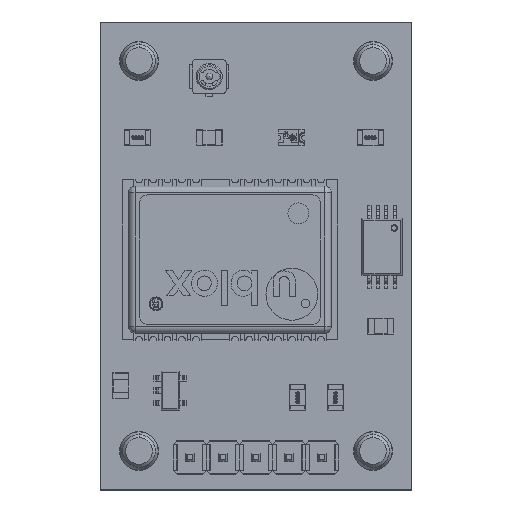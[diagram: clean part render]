
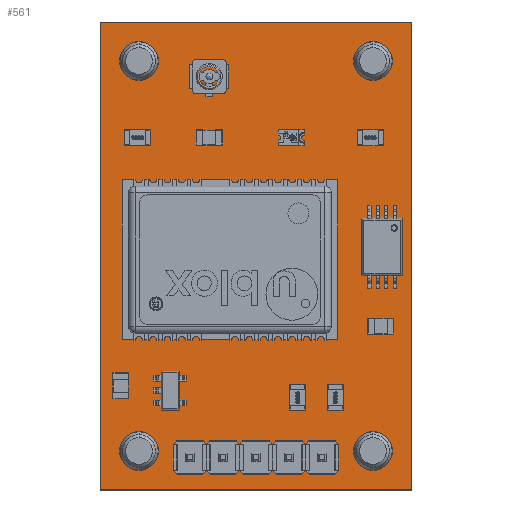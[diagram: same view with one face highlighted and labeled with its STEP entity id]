
A CAD part, top view. The second image highlights one B-rep face of the part: STEP entity #561.
In plain terms, the highlighted planar face has unit normal (0, 0, 1).
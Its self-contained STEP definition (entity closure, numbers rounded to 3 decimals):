
#108 = VERTEX_POINT('',#109);
#109 = CARTESIAN_POINT('',(0.,0.,0.411));
#115 = EDGE_CURVE('',#108,#116,#118,.T.);
#116 = VERTEX_POINT('',#117);
#117 = CARTESIAN_POINT('',(0.,36.,0.411));
#118 = LINE('',#119,#120);
#119 = CARTESIAN_POINT('',(0.,0.,0.411));
#120 = VECTOR('',#121,1.);
#121 = DIRECTION('',(0.,1.,0.));
#146 = EDGE_CURVE('',#116,#147,#149,.T.);
#147 = VERTEX_POINT('',#148);
#148 = CARTESIAN_POINT('',(24.,36.,0.411));
#149 = LINE('',#150,#151);
#150 = CARTESIAN_POINT('',(0.,36.,0.411));
#151 = VECTOR('',#152,1.);
#152 = DIRECTION('',(1.,0.,0.));
#177 = EDGE_CURVE('',#147,#178,#180,.T.);
#178 = VERTEX_POINT('',#179);
#179 = CARTESIAN_POINT('',(24.,0.,0.411));
#180 = LINE('',#181,#182);
#181 = CARTESIAN_POINT('',(24.,36.,0.411));
#182 = VECTOR('',#183,1.);
#183 = DIRECTION('',(0.,-1.,0.));
#208 = EDGE_CURVE('',#178,#108,#209,.T.);
#209 = LINE('',#210,#211);
#210 = CARTESIAN_POINT('',(24.,0.,0.411));
#211 = VECTOR('',#212,1.);
#212 = DIRECTION('',(-1.,0.,0.));
#232 = VERTEX_POINT('',#233);
#233 = CARTESIAN_POINT('',(4.5,3.,0.411));
#239 = EDGE_CURVE('',#232,#232,#240,.T.);
#240 = CIRCLE('',#241,1.5);
#241 = AXIS2_PLACEMENT_3D('',#242,#243,#244);
#242 = CARTESIAN_POINT('',(3.,3.,0.411));
#243 = DIRECTION('',(0.,0.,1.));
#244 = DIRECTION('',(1.,0.,-0.));
#265 = VERTEX_POINT('',#266);
#266 = CARTESIAN_POINT('',(7.42,2.5,0.411));
#272 = EDGE_CURVE('',#265,#265,#273,.T.);
#273 = CIRCLE('',#274,0.5);
#274 = AXIS2_PLACEMENT_3D('',#275,#276,#277);
#275 = CARTESIAN_POINT('',(6.92,2.5,0.411));
#276 = DIRECTION('',(0.,0.,1.));
#277 = DIRECTION('',(1.,0.,-0.));
#298 = VERTEX_POINT('',#299);
#299 = CARTESIAN_POINT('',(4.5,33.,0.411));
#305 = EDGE_CURVE('',#298,#298,#306,.T.);
#306 = CIRCLE('',#307,1.5);
#307 = AXIS2_PLACEMENT_3D('',#308,#309,#310);
#308 = CARTESIAN_POINT('',(3.,33.,0.411));
#309 = DIRECTION('',(0.,0.,1.));
#310 = DIRECTION('',(1.,0.,-0.));
#331 = VERTEX_POINT('',#332);
#332 = CARTESIAN_POINT('',(9.96,2.5,0.411));
#338 = EDGE_CURVE('',#331,#331,#339,.T.);
#339 = CIRCLE('',#340,0.5);
#340 = AXIS2_PLACEMENT_3D('',#341,#342,#343);
#341 = CARTESIAN_POINT('',(9.46,2.5,0.411));
#342 = DIRECTION('',(0.,0.,1.));
#343 = DIRECTION('',(1.,0.,-0.));
#364 = VERTEX_POINT('',#365);
#365 = CARTESIAN_POINT('',(15.04,2.5,0.411));
#371 = EDGE_CURVE('',#364,#364,#372,.T.);
#372 = CIRCLE('',#373,0.5);
#373 = AXIS2_PLACEMENT_3D('',#374,#375,#376);
#374 = CARTESIAN_POINT('',(14.54,2.5,0.411));
#375 = DIRECTION('',(0.,0.,1.));
#376 = DIRECTION('',(1.,0.,-0.));
#397 = VERTEX_POINT('',#398);
#398 = CARTESIAN_POINT('',(22.5,3.,0.411));
#404 = EDGE_CURVE('',#397,#397,#405,.T.);
#405 = CIRCLE('',#406,1.5);
#406 = AXIS2_PLACEMENT_3D('',#407,#408,#409);
#407 = CARTESIAN_POINT('',(21.,3.,0.411));
#408 = DIRECTION('',(0.,0.,1.));
#409 = DIRECTION('',(1.,0.,-0.));
#430 = VERTEX_POINT('',#431);
#431 = CARTESIAN_POINT('',(12.5,2.5,0.411));
#437 = EDGE_CURVE('',#430,#430,#438,.T.);
#438 = CIRCLE('',#439,0.5);
#439 = AXIS2_PLACEMENT_3D('',#440,#441,#442);
#440 = CARTESIAN_POINT('',(12.,2.5,0.411));
#441 = DIRECTION('',(0.,0.,1.));
#442 = DIRECTION('',(1.,0.,-0.));
#463 = VERTEX_POINT('',#464);
#464 = CARTESIAN_POINT('',(17.58,2.5,0.411));
#470 = EDGE_CURVE('',#463,#463,#471,.T.);
#471 = CIRCLE('',#472,0.5);
#472 = AXIS2_PLACEMENT_3D('',#473,#474,#475);
#473 = CARTESIAN_POINT('',(17.08,2.5,0.411));
#474 = DIRECTION('',(0.,0.,1.));
#475 = DIRECTION('',(1.,0.,-0.));
#496 = VERTEX_POINT('',#497);
#497 = CARTESIAN_POINT('',(22.5,33.,0.411));
#503 = EDGE_CURVE('',#496,#496,#504,.T.);
#504 = CIRCLE('',#505,1.5);
#505 = AXIS2_PLACEMENT_3D('',#506,#507,#508);
#506 = CARTESIAN_POINT('',(21.,33.,0.411));
#507 = DIRECTION('',(0.,0.,1.));
#508 = DIRECTION('',(1.,0.,-0.));
#561 = ADVANCED_FACE('',(#562,#568,#571,#574,#577,#580,#583,#586,#589,
    #592),#595,.F.);
#562 = FACE_BOUND('',#563,.F.);
#563 = EDGE_LOOP('',(#564,#565,#566,#567));
#564 = ORIENTED_EDGE('',*,*,#115,.T.);
#565 = ORIENTED_EDGE('',*,*,#146,.T.);
#566 = ORIENTED_EDGE('',*,*,#177,.T.);
#567 = ORIENTED_EDGE('',*,*,#208,.T.);
#568 = FACE_BOUND('',#569,.F.);
#569 = EDGE_LOOP('',(#570));
#570 = ORIENTED_EDGE('',*,*,#239,.T.);
#571 = FACE_BOUND('',#572,.F.);
#572 = EDGE_LOOP('',(#573));
#573 = ORIENTED_EDGE('',*,*,#272,.T.);
#574 = FACE_BOUND('',#575,.F.);
#575 = EDGE_LOOP('',(#576));
#576 = ORIENTED_EDGE('',*,*,#305,.T.);
#577 = FACE_BOUND('',#578,.F.);
#578 = EDGE_LOOP('',(#579));
#579 = ORIENTED_EDGE('',*,*,#338,.T.);
#580 = FACE_BOUND('',#581,.F.);
#581 = EDGE_LOOP('',(#582));
#582 = ORIENTED_EDGE('',*,*,#371,.T.);
#583 = FACE_BOUND('',#584,.F.);
#584 = EDGE_LOOP('',(#585));
#585 = ORIENTED_EDGE('',*,*,#404,.T.);
#586 = FACE_BOUND('',#587,.F.);
#587 = EDGE_LOOP('',(#588));
#588 = ORIENTED_EDGE('',*,*,#437,.T.);
#589 = FACE_BOUND('',#590,.F.);
#590 = EDGE_LOOP('',(#591));
#591 = ORIENTED_EDGE('',*,*,#470,.T.);
#592 = FACE_BOUND('',#593,.F.);
#593 = EDGE_LOOP('',(#594));
#594 = ORIENTED_EDGE('',*,*,#503,.T.);
#595 = PLANE('',#596);
#596 = AXIS2_PLACEMENT_3D('',#597,#598,#599);
#597 = CARTESIAN_POINT('',(12.,18.,0.411));
#598 = DIRECTION('',(-0.,-0.,-1.));
#599 = DIRECTION('',(-1.,0.,0.));
